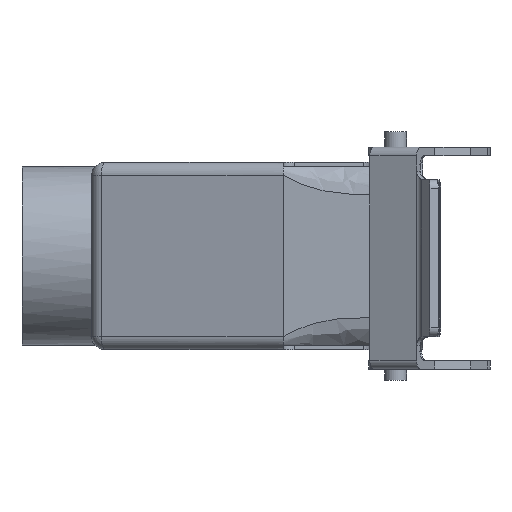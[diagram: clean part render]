
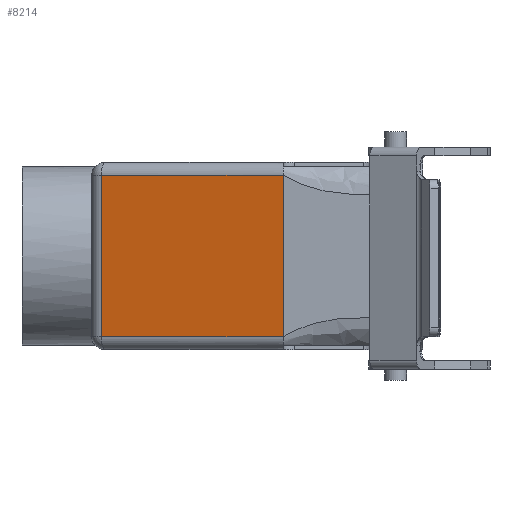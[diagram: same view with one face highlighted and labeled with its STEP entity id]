
A CAD part, left-side view. The second image highlights one B-rep face of the part: STEP entity #8214.
In plain terms, the highlighted planar face has unit normal (-0.966, 0.259, 0).
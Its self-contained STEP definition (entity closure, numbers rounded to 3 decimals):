
#6429=CARTESIAN_POINT('',(-33.806,64.776,-18.5));
#6430=VERTEX_POINT('',#6429);
#7785=CARTESIAN_POINT('',(-45.0,23.,18.5));
#7786=VERTEX_POINT('',#7785);
#7830=CARTESIAN_POINT('',(-45.0,23.,-18.5));
#7831=VERTEX_POINT('',#7830);
#7832=CARTESIAN_POINT('',(-45.0,23.,-18.5));
#7833=DIRECTION('',(0.0,0.0,1.0));
#7834=VECTOR('',#7833,37.0);
#7835=LINE('',#7832,#7834);
#7836=EDGE_CURVE('',#7831,#7786,#7835,.T.);
#8026=CARTESIAN_POINT('',(-33.806,64.776,18.5));
#8027=VERTEX_POINT('',#8026);
#8035=CARTESIAN_POINT('',(-33.806,64.776,18.5));
#8036=DIRECTION('',(-0.259,-0.966,0.0));
#8037=VECTOR('',#8036,43.25);
#8038=LINE('',#8035,#8037);
#8039=EDGE_CURVE('',#8027,#7786,#8038,.T.);
#8188=CARTESIAN_POINT('',(-33.806,64.776,-18.5));
#8189=DIRECTION('',(0.0,0.0,1.0));
#8190=VECTOR('',#8189,37.0);
#8191=LINE('',#8188,#8190);
#8192=EDGE_CURVE('',#6430,#8027,#8191,.T.);
#8198=CARTESIAN_POINT('',(-46.205,18.503,-20.45));
#8199=DIRECTION('',(0.966,-0.259,0.0));
#8200=DIRECTION('',(0.0,0.0,-1.0));
#8201=AXIS2_PLACEMENT_3D('',#8198,#8199,#8200);
#8202=PLANE('',#8201);
#8203=CARTESIAN_POINT('',(-45.0,23.,-18.5));
#8204=DIRECTION('',(0.259,0.966,0.0));
#8205=VECTOR('',#8204,43.25);
#8206=LINE('',#8203,#8205);
#8207=EDGE_CURVE('',#7831,#6430,#8206,.T.);
#8208=ORIENTED_EDGE('',*,*,#8207,.F.);
#8209=ORIENTED_EDGE('',*,*,#7836,.T.);
#8210=ORIENTED_EDGE('',*,*,#8039,.F.);
#8211=ORIENTED_EDGE('',*,*,#8192,.F.);
#8212=EDGE_LOOP('',(#8208,#8209,#8210,#8211));
#8213=FACE_OUTER_BOUND('',#8212,.T.);
#8214=ADVANCED_FACE('',(#8213),#8202,.F.);
